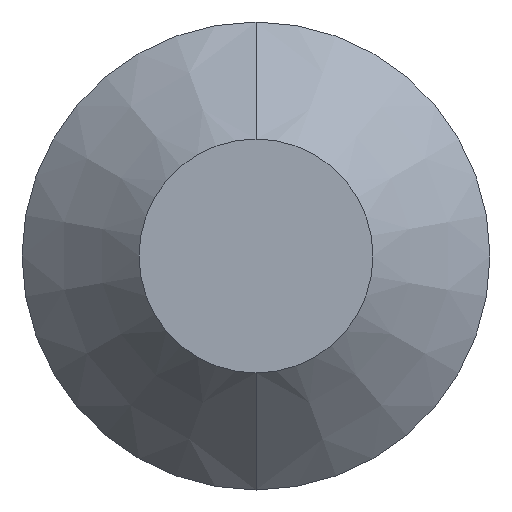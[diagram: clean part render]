
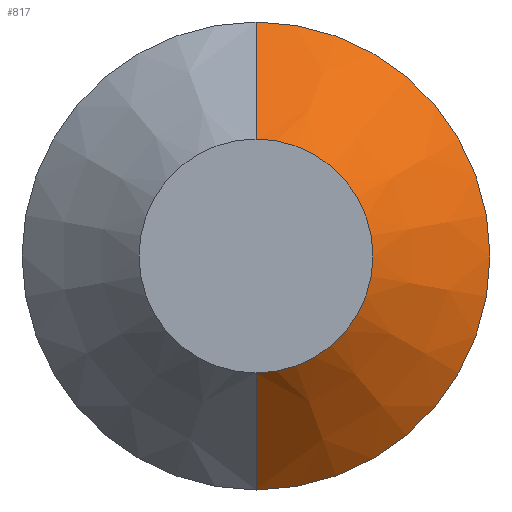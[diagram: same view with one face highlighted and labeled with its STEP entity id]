
A CAD part, front view. The second image highlights one B-rep face of the part: STEP entity #817.
In plain terms, the highlighted conical face has half-angle 45 degrees and reference radius 6 mm.
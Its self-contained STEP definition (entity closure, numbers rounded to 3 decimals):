
#9 = CARTESIAN_POINT ( 'NONE',  ( 0., -3.3, 3. ) ) ;
#19 = CARTESIAN_POINT ( 'NONE',  ( 0., -0.3, 6. ) ) ;
#21 = CARTESIAN_POINT ( 'NONE',  ( 0., -0.3, -6. ) ) ;
#25 = CARTESIAN_POINT ( 'NONE',  ( 0., -3.3, -3. ) ) ;
#49 = VERTEX_POINT ( 'NONE', #21 ) ;
#51 = VERTEX_POINT ( 'NONE', #9 ) ;
#53 = VERTEX_POINT ( 'NONE', #25 ) ;
#54 = VERTEX_POINT ( 'NONE', #19 ) ;
#73 = VECTOR ( 'NONE', #258, 1000. ) ;
#76 = AXIS2_PLACEMENT_3D ( 'NONE', #460, #459, #458 ) ;
#84 = CONICAL_SURFACE ( 'NONE', #173, 6., 0.785 ) ;
#110 = VECTOR ( 'NONE', #461, 1000. ) ;
#122 = AXIS2_PLACEMENT_3D ( 'NONE', #457, #454, #452 ) ;
#126 = CIRCLE ( 'NONE', #76, 3. ) ;
#154 = CIRCLE ( 'NONE', #122, 6. ) ;
#173 = AXIS2_PLACEMENT_3D ( 'NONE', #310, #308, #307 ) ;
#258 = DIRECTION ( 'NONE',  ( 0., 0.707, 0.707 ) ) ;
#259 = CARTESIAN_POINT ( 'NONE',  ( 0., -0.3, 6. ) ) ;
#307 = DIRECTION ( 'NONE',  ( 0., 0., 1. ) ) ;
#308 = DIRECTION ( 'NONE',  ( 0., 1., 0. ) ) ;
#310 = CARTESIAN_POINT ( 'NONE',  ( 0., -0.3, 0. ) ) ;
#452 = DIRECTION ( 'NONE',  ( 0., 0., 1. ) ) ;
#454 = DIRECTION ( 'NONE',  ( 0., 1., 0. ) ) ;
#457 = CARTESIAN_POINT ( 'NONE',  ( 0., -0.3, 0. ) ) ;
#458 = DIRECTION ( 'NONE',  ( 0., 0., 1. ) ) ;
#459 = DIRECTION ( 'NONE',  ( 0., 1., 0. ) ) ;
#460 = CARTESIAN_POINT ( 'NONE',  ( 0., -3.3, 0. ) ) ;
#461 = DIRECTION ( 'NONE',  ( 0., 0.707, -0.707 ) ) ;
#462 = CARTESIAN_POINT ( 'NONE',  ( 0., -0.3, -6. ) ) ;
#547 = ORIENTED_EDGE ( 'NONE', *, *, #761, .F. ) ;
#548 = ORIENTED_EDGE ( 'NONE', *, *, #783, .T. ) ;
#549 = ORIENTED_EDGE ( 'NONE', *, *, #778, .F. ) ;
#577 = ORIENTED_EDGE ( 'NONE', *, *, #784, .T. ) ;
#612 = LINE ( 'NONE', #259, #73 ) ;
#615 = LINE ( 'NONE', #462, #110 ) ;
#647 = FACE_OUTER_BOUND ( 'NONE', #865, .T. ) ;
#761 = EDGE_CURVE ( 'NONE', #54, #49, #154, .T. ) ;
#778 = EDGE_CURVE ( 'NONE', #51, #54, #612, .T. ) ;
#783 = EDGE_CURVE ( 'NONE', #53, #49, #615, .T. ) ;
#784 = EDGE_CURVE ( 'NONE', #51, #53, #126, .T. ) ;
#817 = ADVANCED_FACE ( 'NONE', ( #647 ), #84, .T. ) ;
#865 = EDGE_LOOP ( 'NONE', ( #577, #548, #547, #549 ) ) ;
